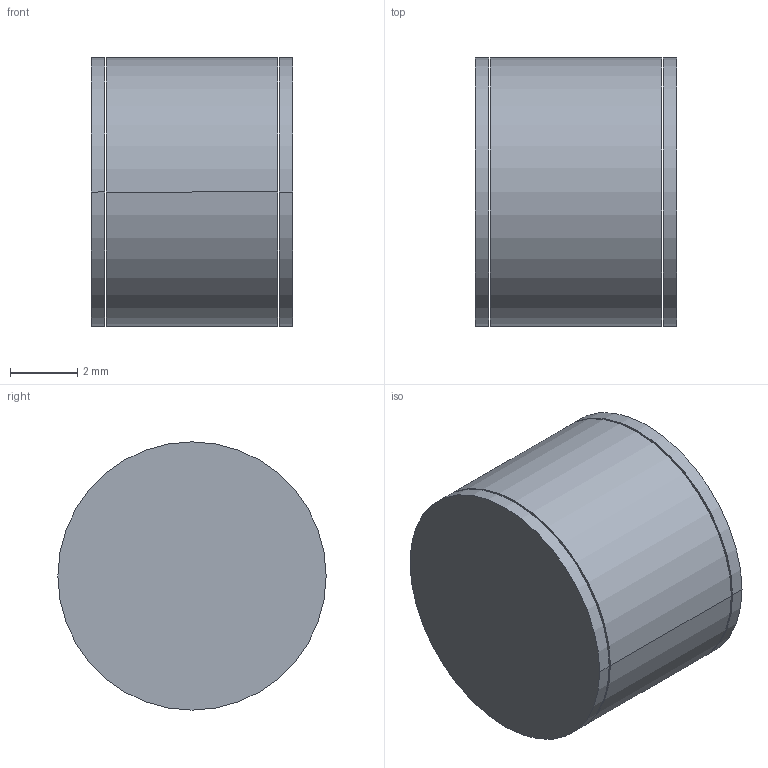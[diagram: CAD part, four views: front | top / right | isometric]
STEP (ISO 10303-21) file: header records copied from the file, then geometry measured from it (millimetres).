
FILE_DESCRIPTION((''),'2;1');
FILE_NAME('2027-XX-A','2012-08-03T',('ryans'),('Bourns, Inc.'),'PRO/ENGINEER BY PARAMETRIC TECHNOLOGY CORPORATION, 2010100','PRO/ENGINEER BY PARAMETRIC TECHNOLOGY CORPORATION, 2010100','');
FILE_SCHEMA(('CONFIG_CONTROL_DESIGN'));
Length unit declared in the file: millimetre
Products named in the file (1): 2027-XX-A
Bounding box: 6 x 8 x 8 mm (x, y, z)
Volume: 296.6 mm3; surface area: 449.9 mm2
Topology: 3 solids, 3 shells, 12 faces, 18 edges, 12 vertices
Faces by surface type: plane 6, cylinder 6
Entity records: 308 total; most frequent: DIRECTION 54, CARTESIAN_POINT 42, ORIENTED_EDGE 36, AXIS2_PLACEMENT_3D 24, EDGE_CURVE 18, VERTEX_POINT 12, EDGE_LOOP 12, FACE_OUTER_BOUND 12
